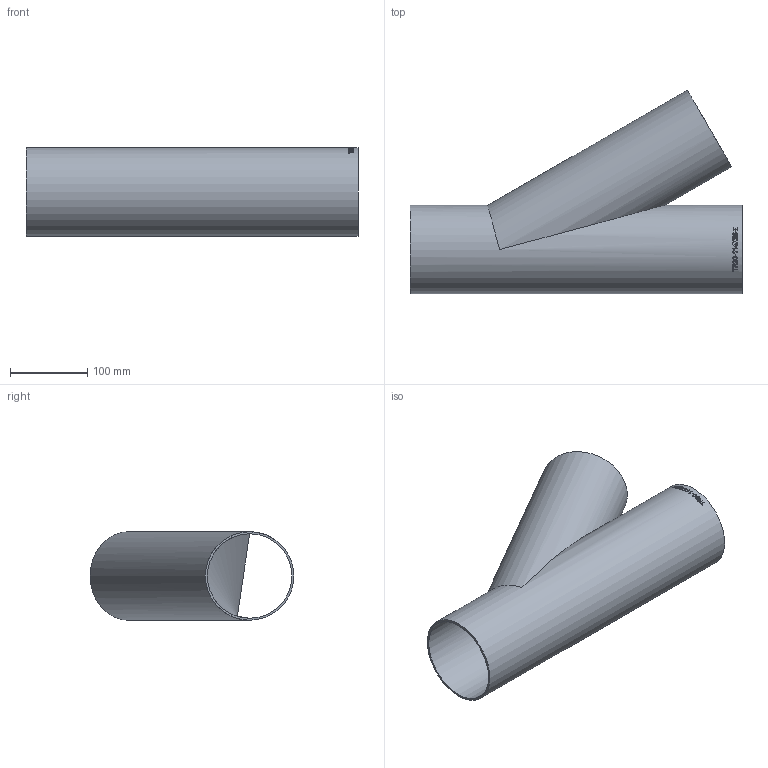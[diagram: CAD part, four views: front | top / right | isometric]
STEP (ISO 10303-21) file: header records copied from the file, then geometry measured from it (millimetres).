
FILE_DESCRIPTION (( 'STEP AP214' ), '1' );
FILE_NAME ('TR30-114X26-x T-Stück 30° Ø114,3 L429 1911.STEP', '2019-11-22T08:44:09', ( '' ), ( '' ), 'SwSTEP 2.0', 'SolidWorks 2016', '' );
FILE_SCHEMA (( 'AUTOMOTIVE_DESIGN' ));
Length unit declared in the file: millimetre
Products named in the file (1): TR30-114X26-x T-Stück 30° Ø114,3 L429   1911
Bounding box: 429 x 263.29 x 114.3 mm (x, y, z)
Volume: 547421.8 mm3; surface area: 423836.9 mm2
Topology: 1 solids, 1 shells, 174 faces, 471 edges, 314 vertices
Faces by surface type: bspline 92, plane 61, cylinder 21
Full cylindrical faces by diameter (mm): 109.1 x2, 114.3 x2
Entity records: 20369 total; most frequent: CARTESIAN_POINT 14997, ORIENTED_EDGE 920, EDGE_CURVE 460, DIRECTION 402, VERTEX_POINT 310, B_SPLINE_CURVE_WITH_KNOTS 294, EDGE_LOOP 200, FACE_OUTER_BOUND 178
